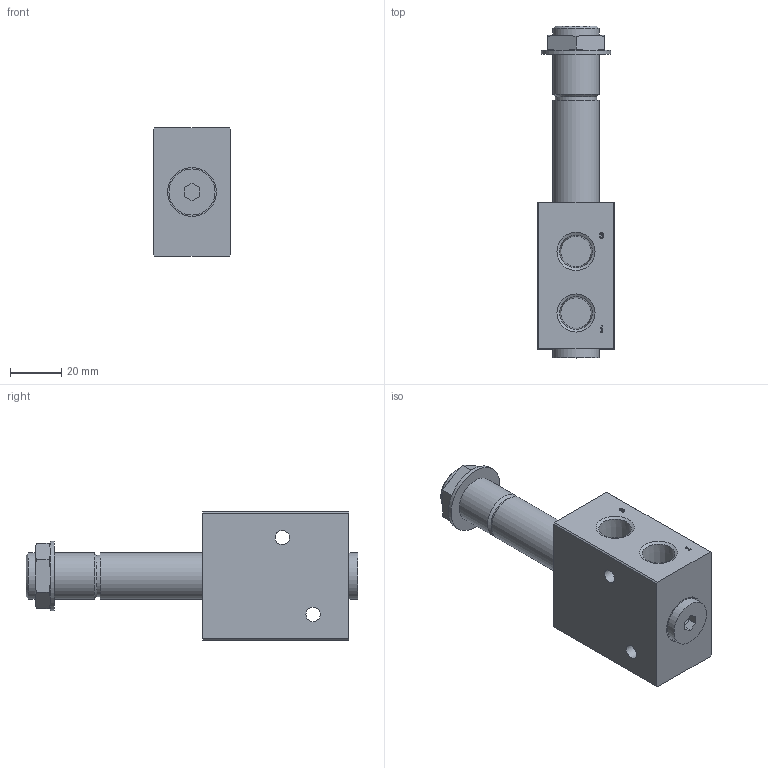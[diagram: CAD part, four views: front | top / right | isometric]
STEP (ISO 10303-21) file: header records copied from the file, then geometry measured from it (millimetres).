
FILE_DESCRIPTION(/* description */ ('STEP AP214'),/* implementation_level */ '2;1');
FILE_NAME(/* name */ '4515018_VOFD-L50T-M32-MN-N14-10-R1-F10',/* time_stamp */ '2024-09-17T01:34:36+02:00',/* author */ ('License CC BY-ND 4.0'),/* organization */ ('CADENAS'),/* preprocessor_version */ 'ST-DEVELOPER v19.3',/* originating_system */ 'PARTsolutions',/* authorisation */ ' ');
FILE_SCHEMA (('AUTOMOTIVE_DESIGN {1 0 10303 214 3 1 1}'));
Length unit declared in the file: millimetre
Products named in the file (3): 4515018 VOFD-L50T-M32-MN-N14-10-R1-F10; 3212962 VOFD-L50T-M32-MN-N14-10-R1-F10-P; Blind-1/4-R---(part)
Assembly tree (2 placements, depth 2):
  4515018 VOFD-L50T-M32-MN-N14-10-R1-F10
    3212962 VOFD-L50T-M32-MN-N14-10-R1-F10-P
    Blind-1/4-R---(part)
Bounding box: 30 x 129.5 x 50 mm (x, y, z)
Volume: 97066.3 mm3; surface area: 21282.7 mm2
Topology: 2 solids, 2 shells, 129 faces, 306 edges, 198 vertices
Faces by surface type: plane 82, cylinder 25, cone 22
Full cylindrical faces by diameter (mm): 5.6 x2, 11.445 x1, 13.157 x1, 16.06 x1, 18 x4, 19 x1, 27 x1
Entity records: 3674 total; most frequent: CARTESIAN_POINT 683, DIRECTION 597, ORIENTED_EDGE 566, EDGE_CURVE 283, AXIS2_PLACEMENT_3D 206, VERTEX_POINT 196, LINE 185, VECTOR 185
